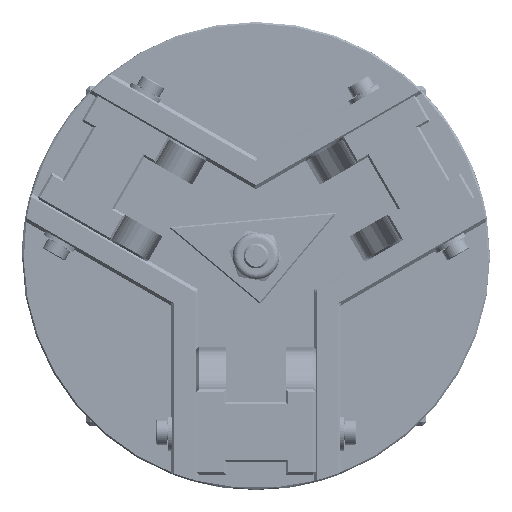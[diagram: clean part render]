
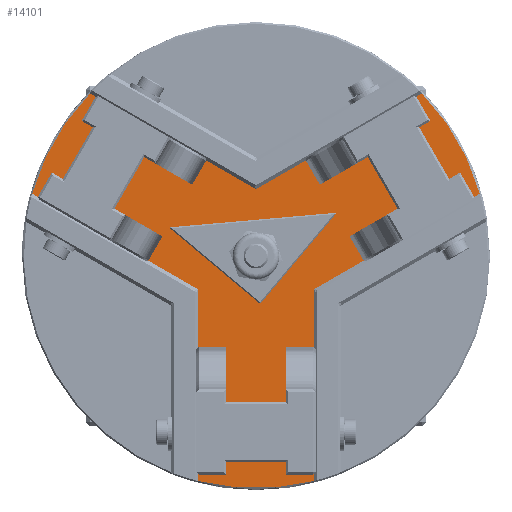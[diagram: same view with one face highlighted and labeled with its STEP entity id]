
A CAD part, front view. The second image highlights one B-rep face of the part: STEP entity #14101.
In plain terms, the highlighted planar face has unit normal (0, -1, 0).
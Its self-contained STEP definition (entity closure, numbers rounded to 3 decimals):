
#460=PLANE('',#15154);
#1130=FACE_OUTER_BOUND('',#1999,.T.);
#1999=EDGE_LOOP('',(#11547,#11548,#11549,#11550,#11551,#11552,#11553,#11554,
#11555));
#2447=CIRCLE('',#15096,27.3);
#2449=CIRCLE('',#15115,27.3);
#2451=CIRCLE('',#15125,27.3);
#4044=LINE('',#43388,#4914);
#4077=LINE('',#43481,#4947);
#4084=LINE('',#43506,#4954);
#4085=LINE('',#43510,#4955);
#4087=LINE('',#43516,#4957);
#4092=LINE('',#43534,#4962);
#4914=VECTOR('',#17258,10.);
#4947=VECTOR('',#17345,10.);
#4954=VECTOR('',#17364,10.);
#4955=VECTOR('',#17371,10.);
#4957=VECTOR('',#17381,10.);
#4962=VECTOR('',#17412,10.);
#6146=VERTEX_POINT('',#43327);
#6152=VERTEX_POINT('',#43365);
#6154=VERTEX_POINT('',#43380);
#6160=VERTEX_POINT('',#43428);
#6161=VERTEX_POINT('',#43436);
#6165=VERTEX_POINT('',#43469);
#6166=VERTEX_POINT('',#43475);
#6168=VERTEX_POINT('',#43490);
#6169=VERTEX_POINT('',#43498);
#7958=EDGE_CURVE('',#6146,#6154,#4044,.T.);
#7983=EDGE_CURVE('',#6154,#6161,#2447,.T.);
#8001=EDGE_CURVE('',#6161,#6166,#4077,.T.);
#8011=EDGE_CURVE('',#6166,#6169,#4084,.T.);
#8012=EDGE_CURVE('',#6169,#6168,#2449,.T.);
#8013=EDGE_CURVE('',#6168,#6165,#4085,.T.);
#8016=EDGE_CURVE('',#6165,#6160,#4087,.T.);
#8019=EDGE_CURVE('',#6160,#6152,#2451,.T.);
#8024=EDGE_CURVE('',#6152,#6146,#4092,.T.);
#11547=ORIENTED_EDGE('',*,*,#7958,.F.);
#11548=ORIENTED_EDGE('',*,*,#8024,.F.);
#11549=ORIENTED_EDGE('',*,*,#8019,.F.);
#11550=ORIENTED_EDGE('',*,*,#8016,.F.);
#11551=ORIENTED_EDGE('',*,*,#8013,.F.);
#11552=ORIENTED_EDGE('',*,*,#8012,.F.);
#11553=ORIENTED_EDGE('',*,*,#8011,.F.);
#11554=ORIENTED_EDGE('',*,*,#8001,.F.);
#11555=ORIENTED_EDGE('',*,*,#7983,.F.);
#14101=ADVANCED_FACE('',(#1130),#460,.T.);
#15096=AXIS2_PLACEMENT_3D('',#43444,#17307,#17308);
#15115=AXIS2_PLACEMENT_3D('',#43508,#17367,#17368);
#15125=AXIS2_PLACEMENT_3D('',#43523,#17392,#17393);
#15154=AXIS2_PLACEMENT_3D('',#43565,#17463,#17464);
#17258=DIRECTION('',(0.,0.,-1.));
#17307=DIRECTION('center_axis',(0.,1.,0.));
#17308=DIRECTION('ref_axis',(1.,0.,0.));
#17345=DIRECTION('',(0.,0.,1.));
#17364=DIRECTION('',(-0.866,0.,0.5));
#17367=DIRECTION('center_axis',(0.,1.,0.));
#17368=DIRECTION('ref_axis',(-1.,0.,0.));
#17371=DIRECTION('',(0.866,0.,-0.5));
#17381=DIRECTION('',(0.866,0.,0.5));
#17392=DIRECTION('center_axis',(0.,1.,0.));
#17393=DIRECTION('ref_axis',(1.,0.,0.));
#17412=DIRECTION('',(-0.866,0.,-0.5));
#17463=DIRECTION('center_axis',(0.,-1.,0.));
#17464=DIRECTION('ref_axis',(1.,0.,0.));
#43327=CARTESIAN_POINT('',(6.8,8.,-3.926));
#43365=CARTESIAN_POINT('',(26.297,8.,7.331));
#43380=CARTESIAN_POINT('',(6.8,8.,-26.44));
#43388=CARTESIAN_POINT('',(6.8,8.,-2.021));
#43428=CARTESIAN_POINT('',(19.497,8.,19.109));
#43436=CARTESIAN_POINT('',(-6.8,8.,-26.44));
#43444=CARTESIAN_POINT('Origin',(0.,8.,0.));
#43469=CARTESIAN_POINT('',(0.,8.,7.852));
#43475=CARTESIAN_POINT('',(-6.8,8.,-3.926));
#43481=CARTESIAN_POINT('',(-6.8,8.,-13.297));
#43490=CARTESIAN_POINT('',(-19.497,8.,19.109));
#43498=CARTESIAN_POINT('',(-26.297,8.,7.331));
#43506=CARTESIAN_POINT('',(-5.15,8.,-4.879));
#43508=CARTESIAN_POINT('Origin',(0.,8.,0.));
#43510=CARTESIAN_POINT('',(-8.116,8.,12.538));
#43516=CARTESIAN_POINT('',(-1.65,8.,6.899));
#43523=CARTESIAN_POINT('Origin',(0.,8.,0.));
#43534=CARTESIAN_POINT('',(14.916,8.,0.76));
#43565=CARTESIAN_POINT('Origin',(0.,8.,0.));
